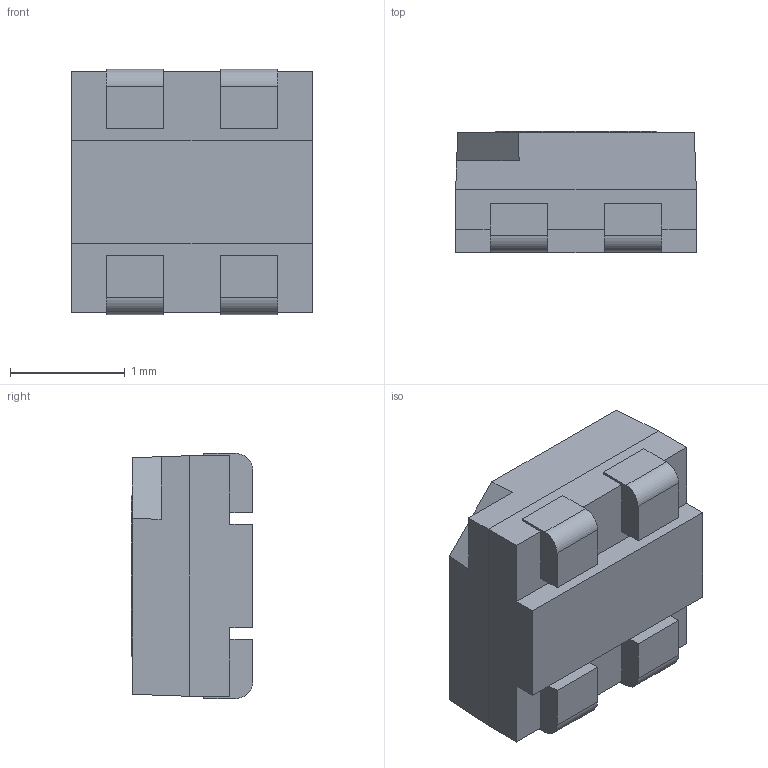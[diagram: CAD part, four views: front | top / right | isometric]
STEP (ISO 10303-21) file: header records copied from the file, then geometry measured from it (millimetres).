
FILE_DESCRIPTION(('HOOPS Exchange Step'),'2;1');
FILE_NAME('b130caeec26b26a0c431fa6346eeb3c420200530-3991-1oanp7n.SLDPRT.step','2020-05-30T05:23:14+00:00',('converter2'),('Unknown organisation'),'HOOPS Exchange 2019.2','HOOPS Exchange','Unknown authorisation');
FILE_SCHEMA( ('AUTOMOTIVE_DESIGN { 1 0 10303 214 1 1 1 1 }') );
Length unit declared in the file: millimetre
Products named in the file (2): Défaut; b130caeec26b26a0c431fa6346eeb3c420200530-3991-1oanp7n
Assembly tree (1 placements, depth 2):
  b130caeec26b26a0c431fa6346eeb3c420200530-3991-1oanp7n
    Défaut
Bounding box: 2.1 x 1.06 x 2.14 mm (x, y, z)
Volume: 4.3 mm3; surface area: 27.4 mm2
Topology: 2 solids, 2 shells, 48 faces, 130 edges, 87 vertices
Faces by surface type: plane 43, cylinder 5
Full cylindrical faces by diameter (mm): 1.412 x1
Entity records: 1569 total; most frequent: CARTESIAN_POINT 268, ORIENTED_EDGE 260, DIRECTION 243, EDGE_CURVE 130, VECTOR 119, LINE 119, VERTEX_POINT 87, AXIS2_PLACEMENT_3D 62
